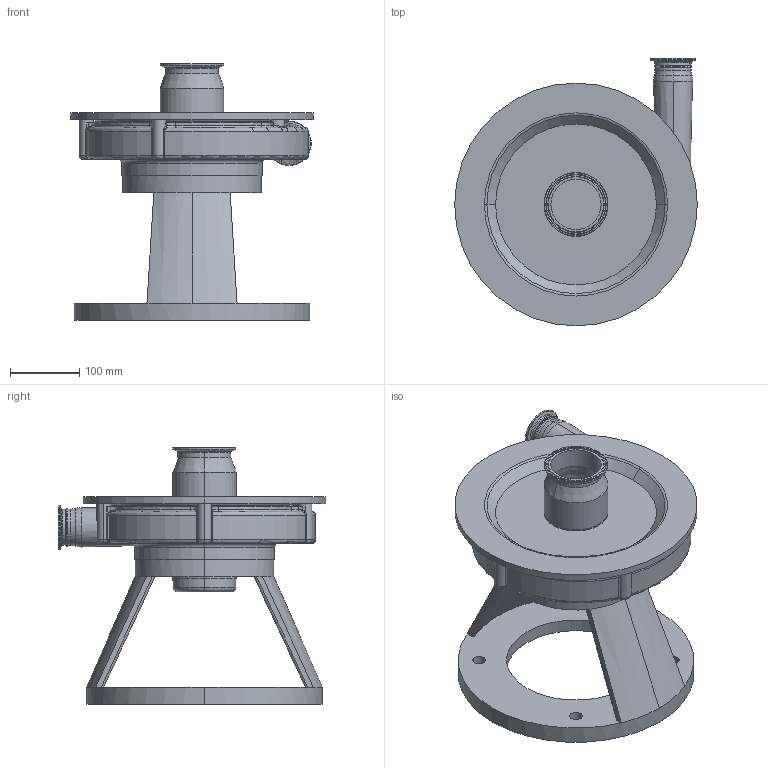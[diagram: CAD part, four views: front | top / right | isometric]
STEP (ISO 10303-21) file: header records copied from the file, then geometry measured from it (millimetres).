
FILE_DESCRIPTION (( 'STEP AP214' ), '1' );
FILE_NAME ('FPR 3451-3452 320TC VERT.STEP', '2022-12-19T20:30:03', ( '' ), ( '' ), 'SwSTEP 2.0', 'SolidWorks 2021', '' );
FILE_SCHEMA (( 'AUTOMOTIVE_DESIGN' ));
Length unit declared in the file: millimetre
Products named in the file (2): FPR 3451-3452 320TC VERT; FPR 345 320-360TC VERT^1275000009.STEP
Assembly tree (1 placements, depth 2):
  FPR 3451-3452 320TC VERT
    FPR 345 320-360TC VERT^1275000009.STEP
Bounding box: 350 x 386 x 370.5 mm (x, y, z)
Volume: 7964182.7 mm3; surface area: 699699.3 mm2
Topology: 1 solids, 1 shells, 285 faces, 677 edges, 396 vertices
Faces by surface type: cylinder 91, torus 84, plane 45, bspline 41, cone 20, sphere 4
Entity records: 19540 total; most frequent: CARTESIAN_POINT 13099, DIRECTION 1362, ORIENTED_EDGE 1336, EDGE_CURVE 668, AXIS2_PLACEMENT_3D 609, VERTEX_POINT 396, CIRCLE 361, EDGE_LOOP 318
